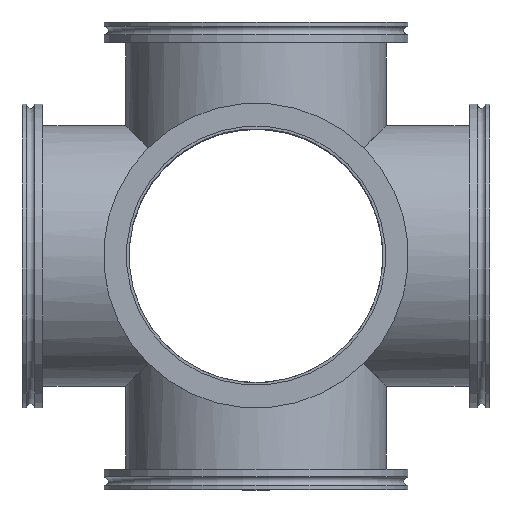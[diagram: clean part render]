
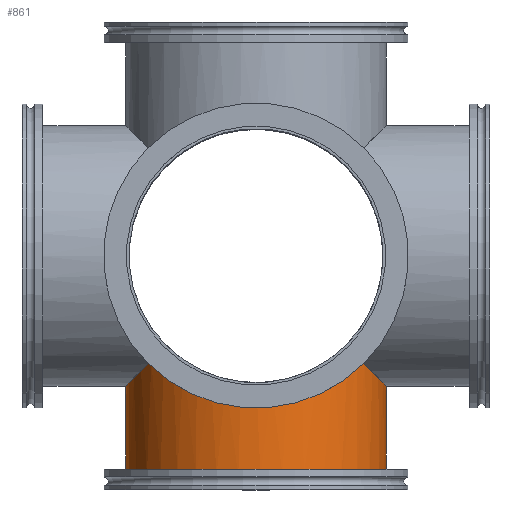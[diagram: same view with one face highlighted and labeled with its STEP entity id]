
A CAD part, top view. The second image highlights one B-rep face of the part: STEP entity #861.
In plain terms, the highlighted cylindrical face has radius 77 mm (diameter 154 mm), a full revolution.
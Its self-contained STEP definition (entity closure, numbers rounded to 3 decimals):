
#85=CYLINDRICAL_SURFACE('',#1015,77.);
#108=ELLIPSE('',#1003,108.894,77.);
#110=ELLIPSE('',#1006,108.894,77.);
#113=ELLIPSE('',#1010,108.894,77.);
#115=ELLIPSE('',#1014,108.894,77.);
#257=FACE_BOUND('',#357,.T.);
#296=FACE_OUTER_BOUND('',#356,.T.);
#356=EDGE_LOOP('',(#670));
#357=EDGE_LOOP('',(#671,#672,#673,#674));
#426=CIRCLE('',#1000,77.);
#459=VERTEX_POINT('',#1482);
#461=VERTEX_POINT('',#1487);
#463=VERTEX_POINT('',#1490);
#465=VERTEX_POINT('',#1496);
#468=VERTEX_POINT('',#1503);
#536=EDGE_CURVE('',#459,#459,#426,.T.);
#539=EDGE_CURVE('',#463,#461,#108,.T.);
#542=EDGE_CURVE('',#465,#463,#110,.T.);
#547=EDGE_CURVE('',#468,#465,#113,.T.);
#549=EDGE_CURVE('',#461,#468,#115,.T.);
#670=ORIENTED_EDGE('',*,*,#536,.T.);
#671=ORIENTED_EDGE('',*,*,#539,.T.);
#672=ORIENTED_EDGE('',*,*,#549,.T.);
#673=ORIENTED_EDGE('',*,*,#547,.T.);
#674=ORIENTED_EDGE('',*,*,#542,.T.);
#861=ADVANCED_FACE('',(#296,#257),#85,.T.);
#1000=AXIS2_PLACEMENT_3D('',#1483,#1173,#1174);
#1003=AXIS2_PLACEMENT_3D('',#1491,#1180,#1181);
#1006=AXIS2_PLACEMENT_3D('',#1497,#1187,#1188);
#1010=AXIS2_PLACEMENT_3D('',#1506,#1197,#1198);
#1014=AXIS2_PLACEMENT_3D('',#1510,#1205,#1206);
#1015=AXIS2_PLACEMENT_3D('',#1511,#1207,#1208);
#1173=DIRECTION('center_axis',(0.,0.,-1.));
#1174=DIRECTION('ref_axis',(-1.,0.,0.));
#1180=DIRECTION('center_axis',(-0.707,0.,
0.707));
#1181=DIRECTION('ref_axis',(-0.707,0.,-0.707));
#1187=DIRECTION('center_axis',(0.,0.707,0.707));
#1188=DIRECTION('ref_axis',(0.,-0.707,0.707));
#1197=DIRECTION('center_axis',(0.707,0.,
0.707));
#1198=DIRECTION('ref_axis',(-0.707,0.,0.707));
#1205=DIRECTION('center_axis',(0.,-0.707,0.707));
#1206=DIRECTION('ref_axis',(0.,-0.707,-0.707));
#1207=DIRECTION('center_axis',(0.,0.,1.));
#1208=DIRECTION('ref_axis',(-1.,0.,0.));
#1482=CARTESIAN_POINT('',(77.,0.,130.));
#1483=CARTESIAN_POINT('Origin',(0.,0.,130.));
#1487=CARTESIAN_POINT('',(54.447,54.447,54.447));
#1490=CARTESIAN_POINT('',(54.447,-54.447,54.447));
#1491=CARTESIAN_POINT('Origin',(0.,0.,0.));
#1496=CARTESIAN_POINT('',(-54.447,-54.447,54.447));
#1497=CARTESIAN_POINT('Origin',(0.,0.,0.));
#1503=CARTESIAN_POINT('',(-54.447,54.447,54.447));
#1506=CARTESIAN_POINT('Origin',(0.,0.,0.));
#1510=CARTESIAN_POINT('Origin',(0.,0.,0.));
#1511=CARTESIAN_POINT('Origin',(0.,0.,0.));
